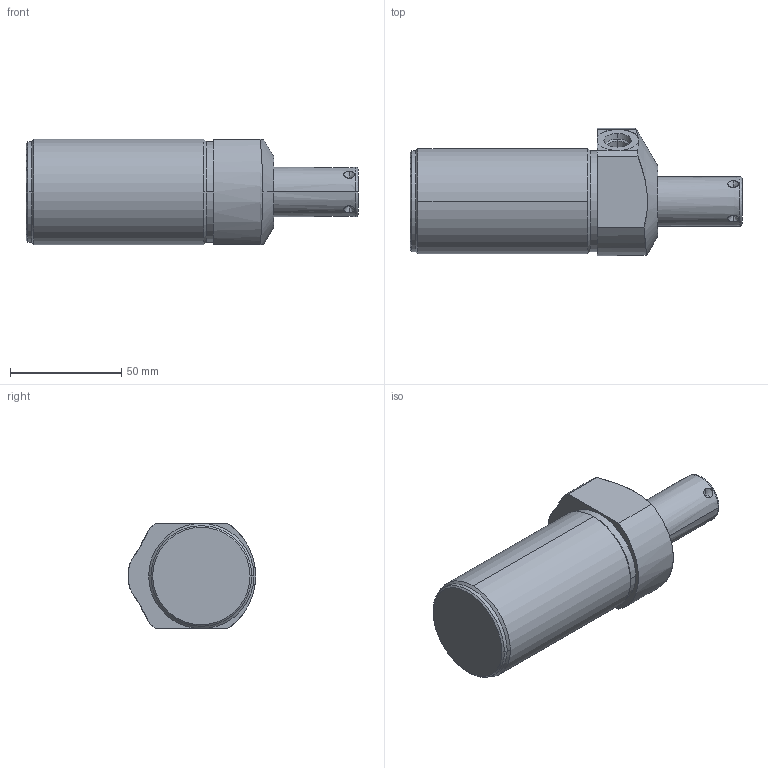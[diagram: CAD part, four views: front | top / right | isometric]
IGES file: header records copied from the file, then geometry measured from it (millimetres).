
Start section:  PTC IGES file: ilc15021304r.igs
Global section: file name: ilc15021304r.igs; native system: Creo Parametric by Parametric Technology Corporation; preprocessor: 2013320; author: Asawyer; organization: Unknown; date: 20210602.112629; units: inch
Bounding box: 149 x 57.15 x 47.37 mm (x, y, z)
Surface area: 25584.2 mm2 (no closed solid volume)
Topology: 0 solids, 0 shells, 71 faces, 482 edges, 594 vertices
Faces by surface type: revolution 52, bspline 19
